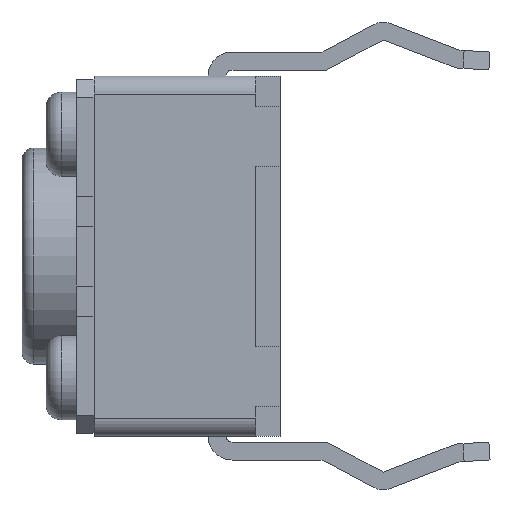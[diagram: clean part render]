
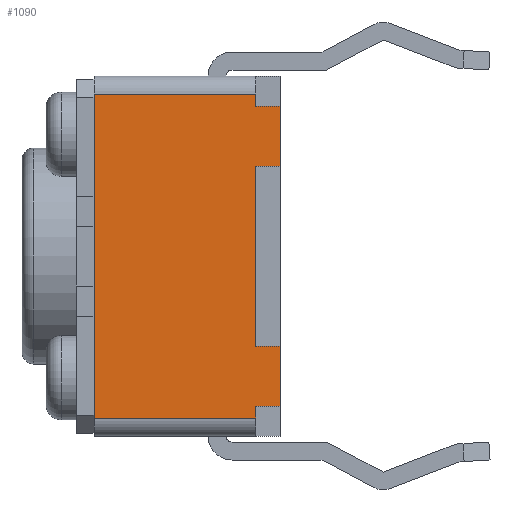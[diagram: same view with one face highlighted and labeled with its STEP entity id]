
A CAD part, left-side view. The second image highlights one B-rep face of the part: STEP entity #1090.
In plain terms, the highlighted planar face has unit normal (-1, 0, 0).
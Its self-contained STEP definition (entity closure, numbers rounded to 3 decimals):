
#376 = CARTESIAN_POINT ( 'NONE',  ( -3., 0., -1.5 ) ) ;
#398 = CARTESIAN_POINT ( 'NONE',  ( -3., 0.4, 2.7 ) ) ;
#400 = CARTESIAN_POINT ( 'NONE',  ( -3., 0.4, 1.5 ) ) ;
#406 = CARTESIAN_POINT ( 'NONE',  ( -3., 0.4, 2.5 ) ) ;
#446 = VERTEX_POINT ( 'NONE', #567 ) ;
#457 = VERTEX_POINT ( 'NONE', #458 ) ;
#458 = CARTESIAN_POINT ( 'NONE',  ( -3., 0.4, -1.5 ) ) ;
#462 = VERTEX_POINT ( 'NONE', #400 ) ;
#464 = VERTEX_POINT ( 'NONE', #398 ) ;
#465 = VERTEX_POINT ( 'NONE', #406 ) ;
#473 = CARTESIAN_POINT ( 'NONE',  ( -3., 0.4, -2.7 ) ) ;
#496 = VERTEX_POINT ( 'NONE', #376 ) ;
#502 = VERTEX_POINT ( 'NONE', #473 ) ;
#567 = CARTESIAN_POINT ( 'NONE',  ( -3., 0., 1.5 ) ) ;
#581 = VERTEX_POINT ( 'NONE', #3605 ) ;
#582 = VERTEX_POINT ( 'NONE', #3606 ) ;
#589 = VERTEX_POINT ( 'NONE', #3613 ) ;
#609 = VERTEX_POINT ( 'NONE', #3625 ) ;
#610 = VERTEX_POINT ( 'NONE', #3626 ) ;
#704 = EDGE_LOOP ( 'NONE', ( #1879, #1785, #1856, #1775, #1788, #1758, #1733, #1774, #1751, #1720, #1746, #1740 ) ) ;
#1058 = EDGE_CURVE ( 'NONE', #582, #502, #3817, .T. ) ;
#1061 = EDGE_CURVE ( 'NONE', #609, #610, #3827, .T. ) ;
#1081 = EDGE_CURVE ( 'NONE', #446, #589, #3887, .T. ) ;
#1083 = EDGE_CURVE ( 'NONE', #609, #502, #3893, .T. ) ;
#1090 = ADVANCED_FACE ( 'NONE', ( #3410 ), #3913, .F. ) ;
#1102 = EDGE_CURVE ( 'NONE', #581, #496, #3953, .T. ) ;
#1124 = EDGE_CURVE ( 'NONE', #464, #610, #4023, .T. ) ;
#1720 = ORIENTED_EDGE ( 'NONE', *, *, #2081, .F. ) ;
#1733 = ORIENTED_EDGE ( 'NONE', *, *, #2056, .F. ) ;
#1740 = ORIENTED_EDGE ( 'NONE', *, *, #1124, .T. ) ;
#1746 = ORIENTED_EDGE ( 'NONE', *, *, #2052, .F. ) ;
#1751 = ORIENTED_EDGE ( 'NONE', *, *, #1081, .T. ) ;
#1758 = ORIENTED_EDGE ( 'NONE', *, *, #2074, .F. ) ;
#1774 = ORIENTED_EDGE ( 'NONE', *, *, #2077, .T. ) ;
#1775 = ORIENTED_EDGE ( 'NONE', *, *, #2084, .T. ) ;
#1785 = ORIENTED_EDGE ( 'NONE', *, *, #1083, .T. ) ;
#1788 = ORIENTED_EDGE ( 'NONE', *, *, #1102, .T. ) ;
#1856 = ORIENTED_EDGE ( 'NONE', *, *, #1058, .F. ) ;
#1879 = ORIENTED_EDGE ( 'NONE', *, *, #1061, .F. ) ;
#2052 = EDGE_CURVE ( 'NONE', #464, #465, #2971, .T. ) ;
#2056 = EDGE_CURVE ( 'NONE', #462, #457, #2983, .T. ) ;
#2074 = EDGE_CURVE ( 'NONE', #457, #496, #3037, .T. ) ;
#2077 = EDGE_CURVE ( 'NONE', #462, #446, #3046, .T. ) ;
#2081 = EDGE_CURVE ( 'NONE', #465, #589, #3058, .T. ) ;
#2084 = EDGE_CURVE ( 'NONE', #582, #581, #3067, .T. ) ;
#2293 = VECTOR ( 'NONE', #3039, 1000. ) ;
#2298 = VECTOR ( 'NONE', #2985, 1000. ) ;
#2323 = VECTOR ( 'NONE', #2973, 1000. ) ;
#2325 = VECTOR ( 'NONE', #3048, 1000. ) ;
#2329 = VECTOR ( 'NONE', #3060, 1000. ) ;
#2336 = VECTOR ( 'NONE', #3069, 1000. ) ;
#2971 = LINE ( 'NONE', #2972, #2323 ) ;
#2972 = CARTESIAN_POINT ( 'NONE',  ( -3., 0.4, 3. ) ) ;
#2973 = DIRECTION ( 'NONE',  ( 0., 0., -1. ) ) ;
#2983 = LINE ( 'NONE', #2984, #2298 ) ;
#2984 = CARTESIAN_POINT ( 'NONE',  ( -3., 0.4, 1.5 ) ) ;
#2985 = DIRECTION ( 'NONE',  ( 0., 0., -1. ) ) ;
#3037 = LINE ( 'NONE', #3038, #2293 ) ;
#3038 = CARTESIAN_POINT ( 'NONE',  ( -3., 0.4, -1.5 ) ) ;
#3039 = DIRECTION ( 'NONE',  ( 0., -1., 0. ) ) ;
#3046 = LINE ( 'NONE', #3047, #2325 ) ;
#3047 = CARTESIAN_POINT ( 'NONE',  ( -3., 0.4, 1.5 ) ) ;
#3048 = DIRECTION ( 'NONE',  ( 0., -1., 0. ) ) ;
#3058 = LINE ( 'NONE', #3059, #2329 ) ;
#3059 = CARTESIAN_POINT ( 'NONE',  ( -3., 0.4, 2.5 ) ) ;
#3060 = DIRECTION ( 'NONE',  ( 0., -1., 0. ) ) ;
#3067 = LINE ( 'NONE', #3068, #2336 ) ;
#3068 = CARTESIAN_POINT ( 'NONE',  ( -3., 0.4, -2.5 ) ) ;
#3069 = DIRECTION ( 'NONE',  ( 0., -1., 0. ) ) ;
#3390 = VECTOR ( 'NONE', #3819, 1000. ) ;
#3395 = VECTOR ( 'NONE', #3829, 1000. ) ;
#3410 = FACE_OUTER_BOUND ( 'NONE', #704, .T. ) ;
#3411 = VECTOR ( 'NONE', #3895, 1000. ) ;
#3412 = VECTOR ( 'NONE', #3889, 1000. ) ;
#3421 = AXIS2_PLACEMENT_3D ( 'NONE', #3914, #3915, #3916 ) ;
#3439 = VECTOR ( 'NONE', #3955, 1000. ) ;
#3466 = VECTOR ( 'NONE', #4025, 1000. ) ;
#3605 = CARTESIAN_POINT ( 'NONE',  ( -3., 0., -2.5 ) ) ;
#3606 = CARTESIAN_POINT ( 'NONE',  ( -3., 0.4, -2.5 ) ) ;
#3613 = CARTESIAN_POINT ( 'NONE',  ( -3., 0., 2.5 ) ) ;
#3625 = CARTESIAN_POINT ( 'NONE',  ( -3., 3.1, -2.7 ) ) ;
#3626 = CARTESIAN_POINT ( 'NONE',  ( -3., 3.1, 2.7 ) ) ;
#3817 = LINE ( 'NONE', #3818, #3390 ) ;
#3818 = CARTESIAN_POINT ( 'NONE',  ( -3., 0.4, -3. ) ) ;
#3819 = DIRECTION ( 'NONE',  ( 0., 0., -1. ) ) ;
#3827 = LINE ( 'NONE', #3828, #3395 ) ;
#3828 = CARTESIAN_POINT ( 'NONE',  ( -3., 3.1, -3. ) ) ;
#3829 = DIRECTION ( 'NONE',  ( 0., 0., 1. ) ) ;
#3887 = LINE ( 'NONE', #3888, #3412 ) ;
#3888 = CARTESIAN_POINT ( 'NONE',  ( -3., 0., -3. ) ) ;
#3889 = DIRECTION ( 'NONE',  ( 0., 0., 1. ) ) ;
#3893 = LINE ( 'NONE', #3894, #3411 ) ;
#3894 = CARTESIAN_POINT ( 'NONE',  ( -3., 3.1, -2.7 ) ) ;
#3895 = DIRECTION ( 'NONE',  ( 0., -1., 0. ) ) ;
#3913 = PLANE ( 'NONE',  #3421 ) ;
#3914 = CARTESIAN_POINT ( 'NONE',  ( -3., 3.1, -3. ) ) ;
#3915 = DIRECTION ( 'NONE',  ( 1., 0., 0. ) ) ;
#3916 = DIRECTION ( 'NONE',  ( 0., 0., -1. ) ) ;
#3953 = LINE ( 'NONE', #3954, #3439 ) ;
#3954 = CARTESIAN_POINT ( 'NONE',  ( -3., 0., -3. ) ) ;
#3955 = DIRECTION ( 'NONE',  ( 0., 0., 1. ) ) ;
#4023 = LINE ( 'NONE', #4024, #3466 ) ;
#4024 = CARTESIAN_POINT ( 'NONE',  ( -3., 3.1, 2.7 ) ) ;
#4025 = DIRECTION ( 'NONE',  ( 0., 1., 0. ) ) ;
